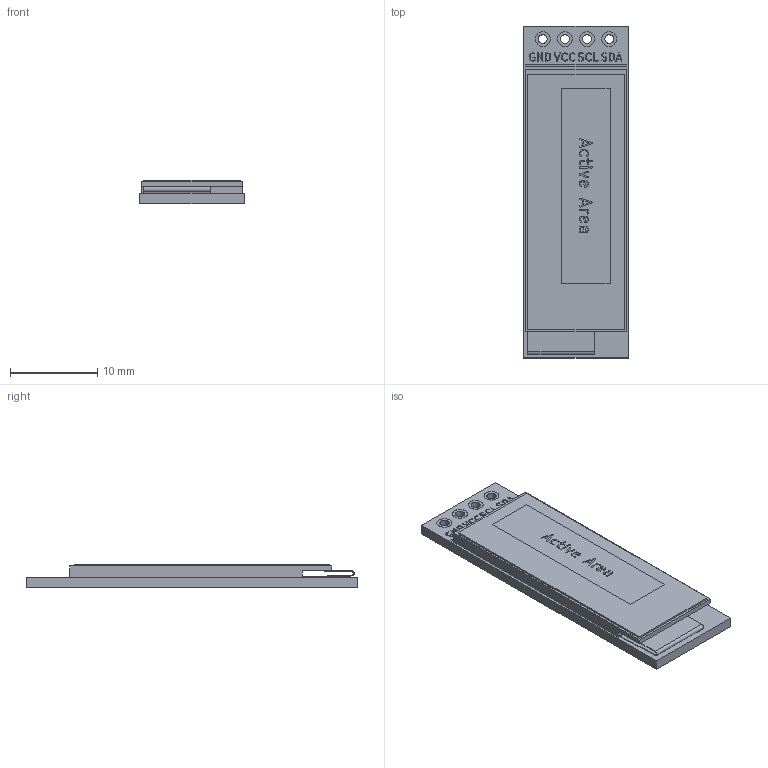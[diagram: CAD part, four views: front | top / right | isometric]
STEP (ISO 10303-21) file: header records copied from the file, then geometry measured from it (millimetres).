
FILE_DESCRIPTION(('FreeCAD Model'),'2;1');
FILE_NAME('Open CASCADE Shape Model','2026-02-03T13:50:11',(''),(''), 'Open CASCADE STEP processor 7.9','FreeCAD','Unknown');
FILE_SCHEMA(('AUTOMOTIVE_DESIGN { 1 0 10303 214 1 1 1 1 }'));
Length unit declared in the file: millimetre
Products named in the file (18): ER_OLEDM0_91_1x_I2C; Silkscreen; SilkscreenLine; GNDShapeString; VCCShapeString; SCLShapeString; SDAShapeString; GNDText; VCCText; SCLText; SDAText; Plating; ActiveAreaText; ActiveArea; Ribbon; Screen; Panel; PCB
Assembly tree (17 placements, depth 3):
  ER_OLEDM0_91_1x_I2C
    Silkscreen
      SilkscreenLine
      GNDShapeString
      VCCShapeString
      SCLShapeString
      SDAShapeString
      GNDText
      VCCText
      SCLText
      SDAText
    Plating
    ActiveAreaText
    ActiveArea
    Ribbon
    Screen
    Panel
    PCB
Bounding box: 12 x 38 x 2.7 mm (x, y, z)
Volume: 1033.2 mm3; surface area: 2984.7 mm2
Topology: 38 solids, 50 shells, 1931 faces, 5947 edges, 4137 vertices
Faces by surface type: extrusion 978, plane 923, cylinder 30
Full cylindrical faces by diameter (mm): 1 x4, 1.07 x8, 1.7 x16
Entity records: 67943 total; most frequent: CARTESIAN_POINT 18477, ORIENTED_EDGE 11377, DIRECTION 6681, EDGE_CURVE 5947, VECTOR 4619, VERTEX_POINT 4137, LINE 3641, B_SPLINE_CURVE_WITH_KNOTS 3224
